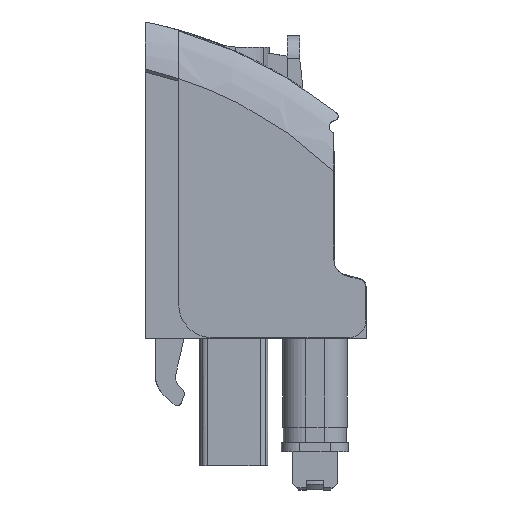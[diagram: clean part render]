
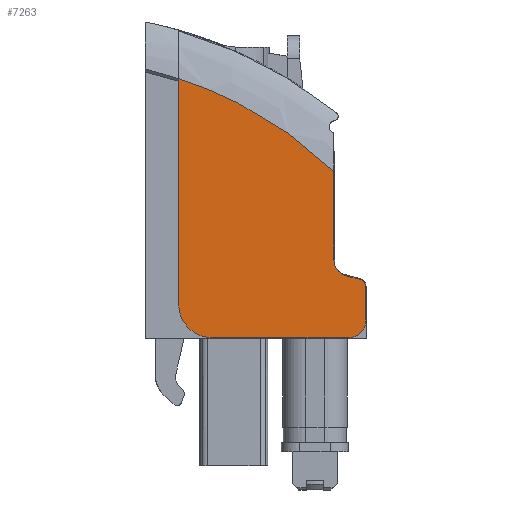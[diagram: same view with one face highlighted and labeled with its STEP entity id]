
A CAD part, left-side view. The second image highlights one B-rep face of the part: STEP entity #7263.
In plain terms, the highlighted planar face has unit normal (-1, 0, 0).
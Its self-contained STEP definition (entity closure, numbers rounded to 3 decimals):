
#5478=AXIS2_PLACEMENT_3D('Circle Axis2P3D',#5476,#5477,$) ;
#5542=AXIS2_PLACEMENT_3D('Circle Axis2P3D',#5540,#5541,$) ;
#5592=AXIS2_PLACEMENT_3D('Circle Axis2P3D',#5590,#5591,$) ;
#5642=AXIS2_PLACEMENT_3D('Circle Axis2P3D',#5640,#5641,$) ;
#7231=AXIS2_PLACEMENT_3D('Plane Axis2P3D',#7228,#7229,#7230) ;
#5473=CARTESIAN_POINT('Vertex',(0.,2.16,15.022)) ;
#5476=CARTESIAN_POINT('Axis2P3D Location',(0.,1.11,15.022)) ;
#5480=CARTESIAN_POINT('Vertex',(0.,1.381,14.008)) ;
#5515=CARTESIAN_POINT('Line Origine',(0.,0.912,13.882)) ;
#5519=CARTESIAN_POINT('Vertex',(0.,0.443,13.756)) ;
#5540=CARTESIAN_POINT('Axis2P3D Location',(0.,0.56,13.322)) ;
#5544=CARTESIAN_POINT('Vertex',(0.,0.11,13.33)) ;
#5565=CARTESIAN_POINT('Line Origine',(0.,0.091,12.225)) ;
#5569=CARTESIAN_POINT('Vertex',(0.,0.071,11.12)) ;
#5590=CARTESIAN_POINT('Axis2P3D Location',(0.,1.221,11.1)) ;
#5594=CARTESIAN_POINT('Vertex',(0.,1.221,9.95)) ;
#5615=CARTESIAN_POINT('Line Origine',(0.,5.661,9.95)) ;
#5619=CARTESIAN_POINT('Vertex',(0.,10.102,9.95)) ;
#5640=CARTESIAN_POINT('Axis2P3D Location',(0.,10.102,12.15)) ;
#5644=CARTESIAN_POINT('Vertex',(0.,12.302,12.1)) ;
#5681=CARTESIAN_POINT('Line Origine',(0.,12.302,19.493)) ;
#5685=CARTESIAN_POINT('Vertex',(0.,12.302,26.886)) ;
#7228=CARTESIAN_POINT('Axis2P3D Location',(0.,12.302,7.353)) ;
#7233=CARTESIAN_POINT('Line Origine',(0.,2.16,17.924)) ;
#7237=CARTESIAN_POINT('Vertex',(0.,2.16,20.826)) ;
#7241=CARTESIAN_POINT('Control Point',(0.,2.16,20.826)) ;
#7242=CARTESIAN_POINT('Control Point',(0.,3.406,22.03)) ;
#7243=CARTESIAN_POINT('Control Point',(0.,4.754,23.131)) ;
#7244=CARTESIAN_POINT('Control Point',(0.,6.19,24.116)) ;
#7245=CARTESIAN_POINT('Control Point',(0.,8.269,25.299)) ;
#7246=CARTESIAN_POINT('Control Point',(0.,10.462,26.235)) ;
#7247=CARTESIAN_POINT('Control Point',(0.,11.07,26.471)) ;
#7248=CARTESIAN_POINT('Control Point',(0.,11.683,26.688)) ;
#7249=CARTESIAN_POINT('Control Point',(0.,12.302,26.886)) ;
#5477=DIRECTION('Axis2P3D Direction',(1.,0.,0.)) ;
#5516=DIRECTION('Vector Direction',(0.,0.966,0.259)) ;
#5541=DIRECTION('Axis2P3D Direction',(1.,0.,0.)) ;
#5566=DIRECTION('Vector Direction',(0.,-0.017,-1.)) ;
#5591=DIRECTION('Axis2P3D Direction',(1.,0.,0.)) ;
#5616=DIRECTION('Vector Direction',(0.,1.,0.)) ;
#5641=DIRECTION('Axis2P3D Direction',(1.,0.,0.)) ;
#5682=DIRECTION('Vector Direction',(0.,0.,1.)) ;
#7229=DIRECTION('Axis2P3D Direction',(1.,0.,0.)) ;
#7230=DIRECTION('Axis2P3D XDirection',(0.,0.,1.)) ;
#7234=DIRECTION('Vector Direction',(0.,0.,-1.)) ;
#5517=VECTOR('Line Direction',#5516,1.) ;
#5567=VECTOR('Line Direction',#5566,1.) ;
#5617=VECTOR('Line Direction',#5616,1.) ;
#5683=VECTOR('Line Direction',#5682,1.) ;
#7235=VECTOR('Line Direction',#7234,1.) ;
#7252=ORIENTED_EDGE('',*,*,#5646,.F.) ;
#7253=ORIENTED_EDGE('',*,*,#5621,.F.) ;
#7254=ORIENTED_EDGE('',*,*,#5596,.F.) ;
#7255=ORIENTED_EDGE('',*,*,#5571,.F.) ;
#7256=ORIENTED_EDGE('',*,*,#5546,.F.) ;
#7257=ORIENTED_EDGE('',*,*,#5521,.T.) ;
#7258=ORIENTED_EDGE('',*,*,#5482,.T.) ;
#7259=ORIENTED_EDGE('',*,*,#7239,.F.) ;
#7260=ORIENTED_EDGE('',*,*,#7250,.T.) ;
#7261=ORIENTED_EDGE('',*,*,#5687,.F.) ;
#7263=ADVANCED_FACE('GEHAEUSE',(#7262),#7232,.F.) ;
#7240=B_SPLINE_CURVE_WITH_KNOTS('',5,(#7241,#7242,#7243,#7244,#7245,#7246,#7247,#7248,#7249),.UNSPECIFIED.,.F.,.U.,(6,3,6),(0.099,12.369,16.969),.UNSPECIFIED.) ;
#5479=CIRCLE('generated circle',#5478,1.05) ;
#5543=CIRCLE('generated circle',#5542,0.45) ;
#5593=CIRCLE('generated circle',#5592,1.15) ;
#5643=CIRCLE('generated circle',#5642,2.2) ;
#5482=EDGE_CURVE('',#5481,#5474,#5479,.T.) ;
#5521=EDGE_CURVE('',#5520,#5481,#5518,.T.) ;
#5546=EDGE_CURVE('',#5520,#5545,#5543,.T.) ;
#5571=EDGE_CURVE('',#5545,#5570,#5568,.T.) ;
#5596=EDGE_CURVE('',#5570,#5595,#5593,.T.) ;
#5621=EDGE_CURVE('',#5595,#5620,#5618,.T.) ;
#5646=EDGE_CURVE('',#5620,#5645,#5643,.T.) ;
#5687=EDGE_CURVE('',#5645,#5686,#5684,.T.) ;
#7239=EDGE_CURVE('',#7238,#5474,#7236,.T.) ;
#7250=EDGE_CURVE('',#7238,#5686,#7240,.T.) ;
#7251=EDGE_LOOP('',(#7252,#7253,#7254,#7255,#7256,#7257,#7258,#7259,#7260,#7261)) ;
#7262=FACE_OUTER_BOUND('',#7251,.T.) ;
#5518=LINE('Line',#5515,#5517) ;
#5568=LINE('Line',#5565,#5567) ;
#5618=LINE('Line',#5615,#5617) ;
#5684=LINE('Line',#5681,#5683) ;
#7236=LINE('Line',#7233,#7235) ;
#7232=PLANE('',#7231) ;
#5474=VERTEX_POINT('',#5473) ;
#5481=VERTEX_POINT('',#5480) ;
#5520=VERTEX_POINT('',#5519) ;
#5545=VERTEX_POINT('',#5544) ;
#5570=VERTEX_POINT('',#5569) ;
#5595=VERTEX_POINT('',#5594) ;
#5620=VERTEX_POINT('',#5619) ;
#5645=VERTEX_POINT('',#5644) ;
#5686=VERTEX_POINT('',#5685) ;
#7238=VERTEX_POINT('',#7237) ;
